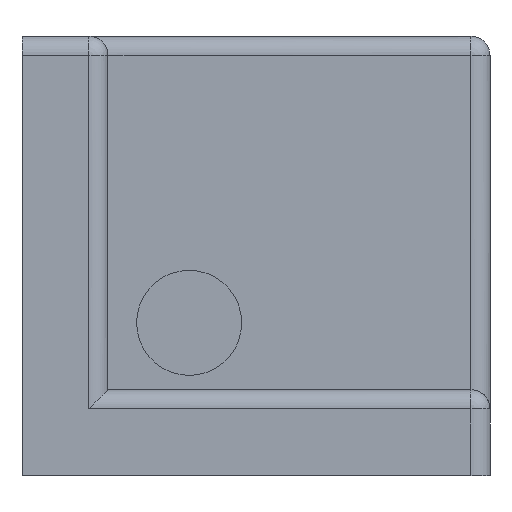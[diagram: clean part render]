
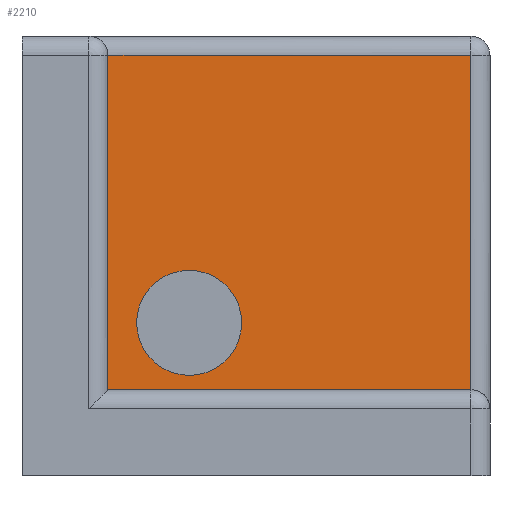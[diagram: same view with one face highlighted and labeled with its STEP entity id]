
A CAD part, front view. The second image highlights one B-rep face of the part: STEP entity #2210.
In plain terms, the highlighted planar face has unit normal (0, -1, 0).
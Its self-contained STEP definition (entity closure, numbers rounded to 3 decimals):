
#16 = CARTESIAN_POINT ( 'NONE',  ( 8.75, -17.495, 8. ) ) ;
#36 = CARTESIAN_POINT ( 'NONE',  ( 8.75, -17.495, 8. ) ) ;
#50 = VECTOR ( 'NONE', #1822, 1000. ) ;
#56 = FACE_BOUND ( 'NONE', #1715, .T. ) ;
#76 = LINE ( 'NONE', #1324, #1901 ) ;
#189 = DIRECTION ( 'NONE',  ( 0., 0., 1. ) ) ;
#219 = AXIS2_PLACEMENT_3D ( 'NONE', #2070, #311, #1544 ) ;
#248 = ORIENTED_EDGE ( 'NONE', *, *, #1751, .F. ) ;
#311 = DIRECTION ( 'NONE',  ( 0., 1., 0. ) ) ;
#339 = CIRCLE ( 'NONE', #1438, 2.75 ) ;
#368 = CARTESIAN_POINT ( 'NONE',  ( 23.5, -17.495, 22. ) ) ;
#369 = ORIENTED_EDGE ( 'NONE', *, *, #1069, .T. ) ;
#371 = VERTEX_POINT ( 'NONE', #618 ) ;
#479 = PLANE ( 'NONE',  #219 ) ;
#515 = EDGE_LOOP ( 'NONE', ( #1782, #369, #1080, #248 ) ) ;
#588 = ORIENTED_EDGE ( 'NONE', *, *, #712, .F. ) ;
#595 = CARTESIAN_POINT ( 'NONE',  ( 4.5, -17.495, 4.5 ) ) ;
#599 = EDGE_CURVE ( 'NONE', #909, #371, #2098, .T. ) ;
#618 = CARTESIAN_POINT ( 'NONE',  ( 4.5, -17.495, 22. ) ) ;
#675 = DIRECTION ( 'NONE',  ( 0., 0., 1. ) ) ;
#712 = EDGE_CURVE ( 'NONE', #752, #2118, #1239, .T. ) ;
#752 = VERTEX_POINT ( 'NONE', #1966 ) ;
#852 = CARTESIAN_POINT ( 'NONE',  ( 8.75, -17.495, 5.25 ) ) ;
#878 = EDGE_CURVE ( 'NONE', #2118, #752, #339, .T. ) ;
#909 = VERTEX_POINT ( 'NONE', #368 ) ;
#911 = DIRECTION ( 'NONE',  ( 0., -1., 0. ) ) ;
#1069 = EDGE_CURVE ( 'NONE', #1780, #909, #76, .T. ) ;
#1080 = ORIENTED_EDGE ( 'NONE', *, *, #599, .T. ) ;
#1103 = DIRECTION ( 'NONE',  ( -1., 0., 0. ) ) ;
#1204 = CARTESIAN_POINT ( 'NONE',  ( 23.5, -17.495, 4.5 ) ) ;
#1232 = VERTEX_POINT ( 'NONE', #1861 ) ;
#1239 = CIRCLE ( 'NONE', #1828, 2.75 ) ;
#1243 = DIRECTION ( 'NONE',  ( 0., 0., 1. ) ) ;
#1250 = DIRECTION ( 'NONE',  ( 0., -1., 0. ) ) ;
#1264 = VECTOR ( 'NONE', #1103, 1000. ) ;
#1310 = EDGE_CURVE ( 'NONE', #1232, #1780, #1458, .T. ) ;
#1324 = CARTESIAN_POINT ( 'NONE',  ( 23.5, -17.495, -33.495 ) ) ;
#1344 = VECTOR ( 'NONE', #675, 1000. ) ;
#1438 = AXIS2_PLACEMENT_3D ( 'NONE', #36, #911, #1243 ) ;
#1458 = LINE ( 'NONE', #595, #50 ) ;
#1496 = DIRECTION ( 'NONE',  ( 0., 0., 1. ) ) ;
#1544 = DIRECTION ( 'NONE',  ( 0., 0., 1. ) ) ;
#1715 = EDGE_LOOP ( 'NONE', ( #588, #1856 ) ) ;
#1751 = EDGE_CURVE ( 'NONE', #1232, #371, #1981, .T. ) ;
#1780 = VERTEX_POINT ( 'NONE', #1204 ) ;
#1782 = ORIENTED_EDGE ( 'NONE', *, *, #1310, .T. ) ;
#1822 = DIRECTION ( 'NONE',  ( 1., 0., 0. ) ) ;
#1828 = AXIS2_PLACEMENT_3D ( 'NONE', #16, #1250, #189 ) ;
#1856 = ORIENTED_EDGE ( 'NONE', *, *, #878, .F. ) ;
#1861 = CARTESIAN_POINT ( 'NONE',  ( 4.5, -17.495, 4.5 ) ) ;
#1901 = VECTOR ( 'NONE', #1496, 1000. ) ;
#1946 = FACE_OUTER_BOUND ( 'NONE', #515, .T. ) ;
#1966 = CARTESIAN_POINT ( 'NONE',  ( 8.75, -17.495, 10.75 ) ) ;
#1981 = LINE ( 'NONE', #2275, #1344 ) ;
#2070 = CARTESIAN_POINT ( 'NONE',  ( 4.5, -17.495, -33.495 ) ) ;
#2098 = LINE ( 'NONE', #2180, #1264 ) ;
#2118 = VERTEX_POINT ( 'NONE', #852 ) ;
#2180 = CARTESIAN_POINT ( 'NONE',  ( 4.5, -17.495, 22. ) ) ;
#2210 = ADVANCED_FACE ( 'NONE', ( #1946, #56 ), #479, .F. ) ;
#2275 = CARTESIAN_POINT ( 'NONE',  ( 4.5, -17.495, -33.495 ) ) ;
